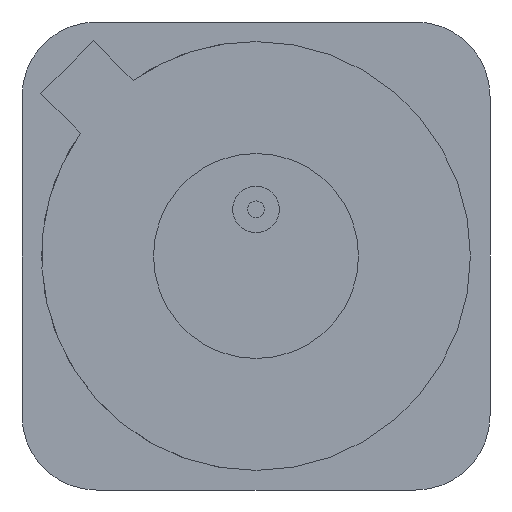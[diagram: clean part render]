
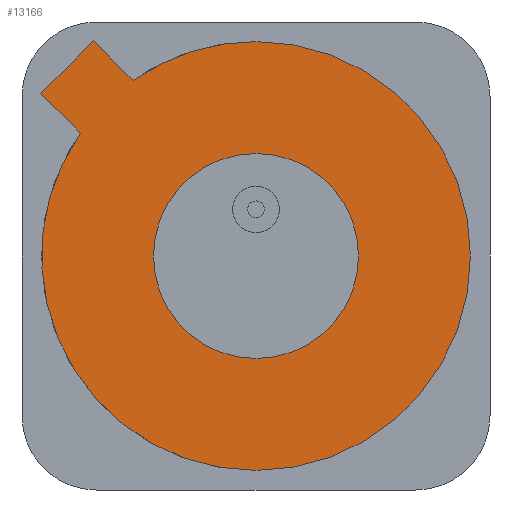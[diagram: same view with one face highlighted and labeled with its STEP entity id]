
A CAD part, front view. The second image highlights one B-rep face of the part: STEP entity #13166.
In plain terms, the highlighted planar face has unit normal (0, -1, 0).
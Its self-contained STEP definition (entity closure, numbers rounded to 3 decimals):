
#583 = DIRECTION ( 'NONE',  ( 0., 0., 1. ) ) ;
#813 = CIRCLE ( 'NONE', #19167, 11.5 ) ;
#907 = CARTESIAN_POINT ( 'NONE',  ( 0., -0.1, 0. ) ) ;
#1384 = ORIENTED_EDGE ( 'NONE', *, *, #23022, .F. ) ;
#1420 = EDGE_CURVE ( 'NONE', #27567, #16565, #18254, .T. ) ;
#1437 = CARTESIAN_POINT ( 'NONE',  ( 0., -0.1, 0. ) ) ;
#2861 = ORIENTED_EDGE ( 'NONE', *, *, #9214, .F. ) ;
#3501 = CARTESIAN_POINT ( 'NONE',  ( 9.422, -0.1, -6.594 ) ) ;
#3573 = CARTESIAN_POINT ( 'NONE',  ( 0., -0.1, 5.5 ) ) ;
#3922 = AXIS2_PLACEMENT_3D ( 'NONE', #1437, #26926, #22721 ) ;
#3944 = CARTESIAN_POINT ( 'NONE',  ( 11.543, -0.1, -8.715 ) ) ;
#4513 = VERTEX_POINT ( 'NONE', #22850 ) ;
#4575 = ORIENTED_EDGE ( 'NONE', *, *, #5903, .F. ) ;
#4747 = DIRECTION ( 'NONE',  ( 0., -1., 0. ) ) ;
#5265 = DIRECTION ( 'NONE',  ( 0., 0., 1. ) ) ;
#5839 = CARTESIAN_POINT ( 'NONE',  ( 8.715, -0.1, -11.543 ) ) ;
#5903 = EDGE_CURVE ( 'NONE', #18829, #14716, #12644, .T. ) ;
#6120 = AXIS2_PLACEMENT_3D ( 'NONE', #6631, #4747, #583 ) ;
#6631 = CARTESIAN_POINT ( 'NONE',  ( 0., -0.1, 0. ) ) ;
#6775 = CARTESIAN_POINT ( 'NONE',  ( 0., -0.1, 0. ) ) ;
#8341 = VERTEX_POINT ( 'NONE', #19989 ) ;
#8710 = LINE ( 'NONE', #3944, #21430 ) ;
#9003 = DIRECTION ( 'NONE',  ( 0., 0., 1. ) ) ;
#9074 = PLANE ( 'NONE',  #19439 ) ;
#9214 = EDGE_CURVE ( 'NONE', #14716, #16864, #8710, .T. ) ;
#9242 = ORIENTED_EDGE ( 'NONE', *, *, #1420, .F. ) ;
#9517 = AXIS2_PLACEMENT_3D ( 'NONE', #6775, #13339, #9003 ) ;
#10803 = EDGE_CURVE ( 'NONE', #16864, #15920, #26554, .T. ) ;
#11495 = CIRCLE ( 'NONE', #9517, 11.5 ) ;
#11546 = ORIENTED_EDGE ( 'NONE', *, *, #27396, .F. ) ;
#11721 = CARTESIAN_POINT ( 'NONE',  ( 0., -0.1, 0. ) ) ;
#11774 = DIRECTION ( 'NONE',  ( 0., 0., 1. ) ) ;
#12063 = ORIENTED_EDGE ( 'NONE', *, *, #10803, .F. ) ;
#12644 = LINE ( 'NONE', #3501, #19045 ) ;
#13166 = ADVANCED_FACE ( 'NONE', ( #21087, #16748 ), #9074, .F. ) ;
#13339 = DIRECTION ( 'NONE',  ( 0., 1., 0. ) ) ;
#13858 = DIRECTION ( 'NONE',  ( 0., 1., 0. ) ) ;
#14580 = ORIENTED_EDGE ( 'NONE', *, *, #24041, .F. ) ;
#14624 = ORIENTED_EDGE ( 'NONE', *, *, #24430, .F. ) ;
#14716 = VERTEX_POINT ( 'NONE', #25404 ) ;
#15269 = VECTOR ( 'NONE', #17174, 1000. ) ;
#15920 = VERTEX_POINT ( 'NONE', #26768 ) ;
#15937 = CARTESIAN_POINT ( 'NONE',  ( 0., -0.1, 0. ) ) ;
#16565 = VERTEX_POINT ( 'NONE', #27196 ) ;
#16748 = FACE_BOUND ( 'NONE', #18646, .T. ) ;
#16864 = VERTEX_POINT ( 'NONE', #27042 ) ;
#17009 = CIRCLE ( 'NONE', #3922, 11.5 ) ;
#17174 = DIRECTION ( 'NONE',  ( -0.707, 0., 0.707 ) ) ;
#17954 = DIRECTION ( 'NONE',  ( 0., 0., 1. ) ) ;
#17987 = EDGE_LOOP ( 'NONE', ( #2861, #4575, #14580, #1384, #11546, #12063 ) ) ;
#18254 = CIRCLE ( 'NONE', #21202, 5.5 ) ;
#18486 = DIRECTION ( 'NONE',  ( 0.707, 0., -0.707 ) ) ;
#18646 = EDGE_LOOP ( 'NONE', ( #9242, #14624 ) ) ;
#18829 = VERTEX_POINT ( 'NONE', #20338 ) ;
#19045 = VECTOR ( 'NONE', #18486, 1000. ) ;
#19167 = AXIS2_PLACEMENT_3D ( 'NONE', #907, #20149, #5265 ) ;
#19439 = AXIS2_PLACEMENT_3D ( 'NONE', #15937, #13858, #11774 ) ;
#19989 = CARTESIAN_POINT ( 'NONE',  ( 0., -0.1, -11.5 ) ) ;
#20149 = DIRECTION ( 'NONE',  ( 0., 1., 0. ) ) ;
#20338 = CARTESIAN_POINT ( 'NONE',  ( 9.422, -0.1, -6.594 ) ) ;
#21087 = FACE_OUTER_BOUND ( 'NONE', #17987, .T. ) ;
#21202 = AXIS2_PLACEMENT_3D ( 'NONE', #11721, #26616, #17954 ) ;
#21430 = VECTOR ( 'NONE', #27494, 1000. ) ;
#22721 = DIRECTION ( 'NONE',  ( 0., 0., 1. ) ) ;
#22850 = CARTESIAN_POINT ( 'NONE',  ( 0., -0.1, 11.5 ) ) ;
#23022 = EDGE_CURVE ( 'NONE', #8341, #4513, #17009, .T. ) ;
#23536 = CIRCLE ( 'NONE', #6120, 5.5 ) ;
#24041 = EDGE_CURVE ( 'NONE', #4513, #18829, #11495, .T. ) ;
#24430 = EDGE_CURVE ( 'NONE', #16565, #27567, #23536, .T. ) ;
#25404 = CARTESIAN_POINT ( 'NONE',  ( 11.543, -0.1, -8.715 ) ) ;
#26554 = LINE ( 'NONE', #5839, #15269 ) ;
#26616 = DIRECTION ( 'NONE',  ( 0., -1., 0. ) ) ;
#26768 = CARTESIAN_POINT ( 'NONE',  ( 6.594, -0.1, -9.422 ) ) ;
#26926 = DIRECTION ( 'NONE',  ( 0., 1., 0. ) ) ;
#27042 = CARTESIAN_POINT ( 'NONE',  ( 8.715, -0.1, -11.543 ) ) ;
#27196 = CARTESIAN_POINT ( 'NONE',  ( 0., -0.1, -5.5 ) ) ;
#27396 = EDGE_CURVE ( 'NONE', #15920, #8341, #813, .T. ) ;
#27494 = DIRECTION ( 'NONE',  ( -0.707, 0., -0.707 ) ) ;
#27567 = VERTEX_POINT ( 'NONE', #3573 ) ;
